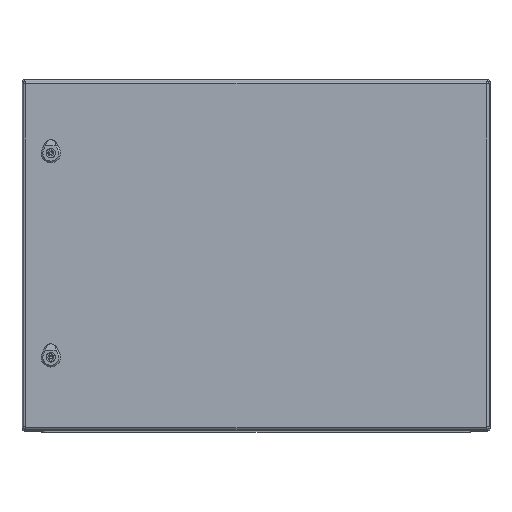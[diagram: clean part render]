
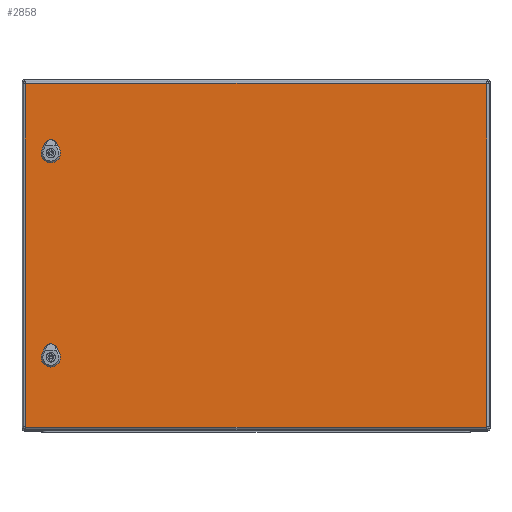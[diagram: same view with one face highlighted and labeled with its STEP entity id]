
A CAD part, top view. The second image highlights one B-rep face of the part: STEP entity #2858.
In plain terms, the highlighted face is planar.
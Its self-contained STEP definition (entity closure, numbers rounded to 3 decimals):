
#1647=FACE_BOUND('',#4443,.T.);
#1648=FACE_BOUND('',#4444,.T.);
#1649=FACE_BOUND('',#4445,.T.);
#2335=CIRCLE('',#12441,1.);
#2336=CIRCLE('',#12442,1.);
#2337=CIRCLE('',#12443,1.);
#2338=CIRCLE('',#12444,1.);
#2339=CIRCLE('',#12445,11.25);
#2340=CIRCLE('',#12446,11.25);
#2341=CIRCLE('',#12447,11.25);
#2342=CIRCLE('',#12448,11.25);
#2343=CIRCLE('',#12449,11.25);
#2344=CIRCLE('',#12450,11.25);
#2345=CIRCLE('',#12451,11.25);
#2346=CIRCLE('',#12452,11.25);
#2858=ADVANCED_FACE('',(#1647,#1648,#1649),#3233,.F.);
#3233=PLANE('',#12453);
#4443=EDGE_LOOP('',(#6493,#6494,#6495,#6496,#6497,#6498,#6499,#6500));
#4444=EDGE_LOOP('',(#6501,#6502,#6503,#6504,#6505,#6506,#6507,#6508));
#4445=EDGE_LOOP('',(#6509,#6510,#6511,#6512,#6513,#6514,#6515,#6516));
#6493=ORIENTED_EDGE('',*,*,#9527,.F.);
#6494=ORIENTED_EDGE('',*,*,#9528,.F.);
#6495=ORIENTED_EDGE('',*,*,#9529,.F.);
#6496=ORIENTED_EDGE('',*,*,#9530,.F.);
#6497=ORIENTED_EDGE('',*,*,#9531,.F.);
#6498=ORIENTED_EDGE('',*,*,#9532,.F.);
#6499=ORIENTED_EDGE('',*,*,#9533,.F.);
#6500=ORIENTED_EDGE('',*,*,#9534,.F.);
#6501=ORIENTED_EDGE('',*,*,#9535,.T.);
#6502=ORIENTED_EDGE('',*,*,#9536,.T.);
#6503=ORIENTED_EDGE('',*,*,#9537,.T.);
#6504=ORIENTED_EDGE('',*,*,#9538,.T.);
#6505=ORIENTED_EDGE('',*,*,#9539,.T.);
#6506=ORIENTED_EDGE('',*,*,#9540,.T.);
#6507=ORIENTED_EDGE('',*,*,#9541,.T.);
#6508=ORIENTED_EDGE('',*,*,#9542,.T.);
#6509=ORIENTED_EDGE('',*,*,#9543,.F.);
#6510=ORIENTED_EDGE('',*,*,#9544,.F.);
#6511=ORIENTED_EDGE('',*,*,#9545,.F.);
#6512=ORIENTED_EDGE('',*,*,#9546,.F.);
#6513=ORIENTED_EDGE('',*,*,#9547,.F.);
#6514=ORIENTED_EDGE('',*,*,#9548,.F.);
#6515=ORIENTED_EDGE('',*,*,#9549,.F.);
#6516=ORIENTED_EDGE('',*,*,#9550,.F.);
#8285=VERTEX_POINT('',#18373);
#8286=VERTEX_POINT('',#18374);
#8287=VERTEX_POINT('',#18376);
#8288=VERTEX_POINT('',#18378);
#8289=VERTEX_POINT('',#18380);
#8290=VERTEX_POINT('',#18382);
#8291=VERTEX_POINT('',#18384);
#8292=VERTEX_POINT('',#18386);
#8293=VERTEX_POINT('',#18389);
#8294=VERTEX_POINT('',#18390);
#8295=VERTEX_POINT('',#18392);
#8296=VERTEX_POINT('',#18394);
#8297=VERTEX_POINT('',#18396);
#8298=VERTEX_POINT('',#18398);
#8299=VERTEX_POINT('',#18400);
#8300=VERTEX_POINT('',#18402);
#8301=VERTEX_POINT('',#18405);
#8302=VERTEX_POINT('',#18406);
#8303=VERTEX_POINT('',#18408);
#8304=VERTEX_POINT('',#18410);
#8305=VERTEX_POINT('',#18412);
#8306=VERTEX_POINT('',#18414);
#8307=VERTEX_POINT('',#18416);
#8308=VERTEX_POINT('',#18418);
#9527=EDGE_CURVE('',#8285,#8286,#2335,.T.);
#9528=EDGE_CURVE('',#8287,#8285,#10539,.T.);
#9529=EDGE_CURVE('',#8288,#8287,#2336,.T.);
#9530=EDGE_CURVE('',#8289,#8288,#10540,.T.);
#9531=EDGE_CURVE('',#8290,#8289,#2337,.T.);
#9532=EDGE_CURVE('',#8291,#8290,#10541,.T.);
#9533=EDGE_CURVE('',#8292,#8291,#2338,.T.);
#9534=EDGE_CURVE('',#8286,#8292,#10542,.T.);
#9535=EDGE_CURVE('',#8293,#8294,#10543,.T.);
#9536=EDGE_CURVE('',#8294,#8295,#2339,.T.);
#9537=EDGE_CURVE('',#8295,#8296,#10544,.T.);
#9538=EDGE_CURVE('',#8296,#8297,#2340,.T.);
#9539=EDGE_CURVE('',#8297,#8298,#10545,.T.);
#9540=EDGE_CURVE('',#8298,#8299,#2341,.T.);
#9541=EDGE_CURVE('',#8299,#8300,#10546,.T.);
#9542=EDGE_CURVE('',#8300,#8293,#2342,.T.);
#9543=EDGE_CURVE('',#8301,#8302,#2343,.T.);
#9544=EDGE_CURVE('',#8303,#8301,#10547,.T.);
#9545=EDGE_CURVE('',#8304,#8303,#2344,.T.);
#9546=EDGE_CURVE('',#8305,#8304,#10548,.T.);
#9547=EDGE_CURVE('',#8306,#8305,#2345,.T.);
#9548=EDGE_CURVE('',#8307,#8306,#10549,.T.);
#9549=EDGE_CURVE('',#8308,#8307,#2346,.T.);
#9550=EDGE_CURVE('',#8302,#8308,#10550,.T.);
#10539=LINE('',#18375,#11379);
#10540=LINE('',#18379,#11380);
#10541=LINE('',#18383,#11381);
#10542=LINE('',#18387,#11382);
#10543=LINE('',#18388,#11383);
#10544=LINE('',#18393,#11384);
#10545=LINE('',#18397,#11385);
#10546=LINE('',#18401,#11386);
#10547=LINE('',#18407,#11387);
#10548=LINE('',#18411,#11388);
#10549=LINE('',#18415,#11389);
#10550=LINE('',#18419,#11390);
#11379=VECTOR('',#14908,1.);
#11380=VECTOR('',#14911,1.);
#11381=VECTOR('',#14914,1.);
#11382=VECTOR('',#14917,1.);
#11383=VECTOR('',#14918,1.);
#11384=VECTOR('',#14921,1.);
#11385=VECTOR('',#14924,1.);
#11386=VECTOR('',#14927,1.);
#11387=VECTOR('',#14932,1.);
#11388=VECTOR('',#14935,1.);
#11389=VECTOR('',#14938,1.);
#11390=VECTOR('',#14941,1.);
#12441=AXIS2_PLACEMENT_3D('',#18372,#14906,#14907);
#12442=AXIS2_PLACEMENT_3D('',#18377,#14909,#14910);
#12443=AXIS2_PLACEMENT_3D('',#18381,#14912,#14913);
#12444=AXIS2_PLACEMENT_3D('',#18385,#14915,#14916);
#12445=AXIS2_PLACEMENT_3D('',#18391,#14919,#14920);
#12446=AXIS2_PLACEMENT_3D('',#18395,#14922,#14923);
#12447=AXIS2_PLACEMENT_3D('',#18399,#14925,#14926);
#12448=AXIS2_PLACEMENT_3D('',#18403,#14928,#14929);
#12449=AXIS2_PLACEMENT_3D('',#18404,#14930,#14931);
#12450=AXIS2_PLACEMENT_3D('',#18409,#14933,#14934);
#12451=AXIS2_PLACEMENT_3D('',#18413,#14936,#14937);
#12452=AXIS2_PLACEMENT_3D('',#18417,#14939,#14940);
#12453=AXIS2_PLACEMENT_3D('',#18420,#14942,#14943);
#14906=DIRECTION('',(0.,0.,1.));
#14907=DIRECTION('',(1.,0.,0.));
#14908=DIRECTION('',(0.,-1.,0.));
#14909=DIRECTION('',(0.,0.,1.));
#14910=DIRECTION('',(1.,0.,0.));
#14911=DIRECTION('',(-1.,0.,0.));
#14912=DIRECTION('',(0.,0.,1.));
#14913=DIRECTION('',(1.,0.,0.));
#14914=DIRECTION('',(0.,1.,0.));
#14915=DIRECTION('',(0.,0.,1.));
#14916=DIRECTION('',(1.,0.,0.));
#14917=DIRECTION('',(1.,0.,0.));
#14918=DIRECTION('',(-1.,0.,0.));
#14919=DIRECTION('',(0.,0.,1.));
#14920=DIRECTION('',(1.,0.,0.));
#14921=DIRECTION('',(0.,-1.,0.));
#14922=DIRECTION('',(0.,0.,1.));
#14923=DIRECTION('',(1.,0.,0.));
#14924=DIRECTION('',(1.,0.,0.));
#14925=DIRECTION('',(0.,0.,1.));
#14926=DIRECTION('',(1.,0.,0.));
#14927=DIRECTION('',(0.,1.,0.));
#14928=DIRECTION('',(0.,0.,1.));
#14929=DIRECTION('',(1.,0.,0.));
#14930=DIRECTION('',(0.,0.,-1.));
#14931=DIRECTION('',(1.,0.,0.));
#14932=DIRECTION('',(-1.,0.,0.));
#14933=DIRECTION('',(0.,0.,-1.));
#14934=DIRECTION('',(1.,0.,0.));
#14935=DIRECTION('',(0.,-1.,0.));
#14936=DIRECTION('',(0.,0.,-1.));
#14937=DIRECTION('',(1.,0.,0.));
#14938=DIRECTION('',(1.,0.,0.));
#14939=DIRECTION('',(0.,0.,-1.));
#14940=DIRECTION('',(1.,0.,0.));
#14941=DIRECTION('',(0.,1.,0.));
#14942=DIRECTION('',(0.,0.,1.));
#14943=DIRECTION('',(1.,0.,0.));
#18372=CARTESIAN_POINT('',(-393.75,-293.,0.));
#18373=CARTESIAN_POINT('',(-394.75,-293.,0.));
#18374=CARTESIAN_POINT('',(-393.75,-294.,0.));
#18375=CARTESIAN_POINT('',(-394.75,293.,0.));
#18376=CARTESIAN_POINT('',(-394.75,293.,0.));
#18377=CARTESIAN_POINT('',(-393.75,293.,0.));
#18378=CARTESIAN_POINT('',(-393.75,294.,0.));
#18379=CARTESIAN_POINT('',(393.75,294.,0.));
#18380=CARTESIAN_POINT('',(393.75,294.,0.));
#18381=CARTESIAN_POINT('',(393.75,293.,0.));
#18382=CARTESIAN_POINT('',(394.75,293.,0.));
#18383=CARTESIAN_POINT('',(394.75,-293.,0.));
#18384=CARTESIAN_POINT('',(394.75,-293.,0.));
#18385=CARTESIAN_POINT('',(393.75,-293.,0.));
#18386=CARTESIAN_POINT('',(393.75,-294.,0.));
#18387=CARTESIAN_POINT('',(-393.75,-294.,0.));
#18388=CARTESIAN_POINT('',(-393.75,184.7,0.));
#18389=CARTESIAN_POINT('',(355.496,184.7,0.));
#18390=CARTESIAN_POINT('',(346.004,184.7,0.));
#18391=CARTESIAN_POINT('',(350.75,174.5,0.));
#18392=CARTESIAN_POINT('',(340.55,179.246,0.));
#18393=CARTESIAN_POINT('',(340.55,293.,0.));
#18394=CARTESIAN_POINT('',(340.55,169.754,0.));
#18395=CARTESIAN_POINT('',(350.75,174.5,0.));
#18396=CARTESIAN_POINT('',(346.004,164.3,0.));
#18397=CARTESIAN_POINT('',(-393.75,164.3,0.));
#18398=CARTESIAN_POINT('',(355.496,164.3,0.));
#18399=CARTESIAN_POINT('',(350.75,174.5,0.));
#18400=CARTESIAN_POINT('',(360.95,169.754,0.));
#18401=CARTESIAN_POINT('',(360.95,293.,0.));
#18402=CARTESIAN_POINT('',(360.95,179.246,0.));
#18403=CARTESIAN_POINT('',(350.75,174.5,0.));
#18404=CARTESIAN_POINT('',(350.75,-174.5,0.));
#18405=CARTESIAN_POINT('',(346.004,-184.7,0.));
#18406=CARTESIAN_POINT('',(340.55,-179.246,0.));
#18407=CARTESIAN_POINT('',(-393.75,-184.7,0.));
#18408=CARTESIAN_POINT('',(355.496,-184.7,0.));
#18409=CARTESIAN_POINT('',(350.75,-174.5,0.));
#18410=CARTESIAN_POINT('',(360.95,-179.246,0.));
#18411=CARTESIAN_POINT('',(360.95,293.,0.));
#18412=CARTESIAN_POINT('',(360.95,-169.754,0.));
#18413=CARTESIAN_POINT('',(350.75,-174.5,0.));
#18414=CARTESIAN_POINT('',(355.496,-164.3,0.));
#18415=CARTESIAN_POINT('',(-393.75,-164.3,0.));
#18416=CARTESIAN_POINT('',(346.004,-164.3,0.));
#18417=CARTESIAN_POINT('',(350.75,-174.5,0.));
#18418=CARTESIAN_POINT('',(340.55,-169.754,0.));
#18419=CARTESIAN_POINT('',(340.55,293.,0.));
#18420=CARTESIAN_POINT('',(-393.75,293.,0.));
